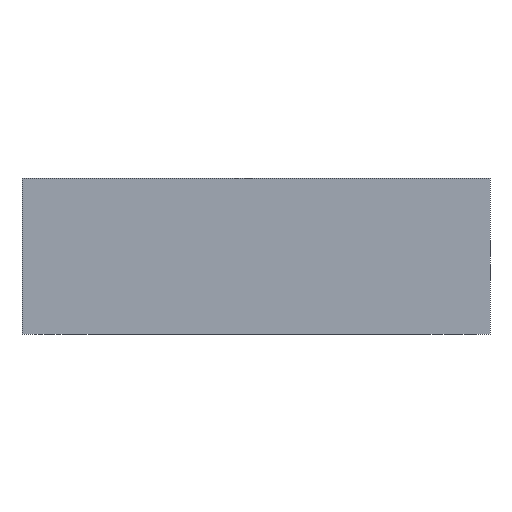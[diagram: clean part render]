
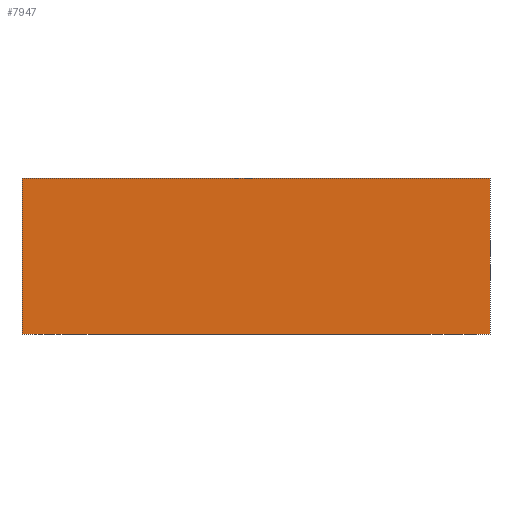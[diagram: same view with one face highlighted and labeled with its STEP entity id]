
A CAD part, left-side view. The second image highlights one B-rep face of the part: STEP entity #7947.
In plain terms, the highlighted planar face has unit normal (-1, 0, 0).
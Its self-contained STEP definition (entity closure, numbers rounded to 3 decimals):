
#1005=FACE_OUTER_BOUND('',#1453,.T.);
#1453=EDGE_LOOP('',(#6926,#6927,#6928,#6929));
#1771=LINE('',#12134,#2508);
#2217=LINE('',#13799,#2954);
#2218=LINE('',#13801,#2955);
#2219=LINE('',#13802,#2956);
#2508=VECTOR('',#8872,10.);
#2954=VECTOR('',#10092,10.);
#2955=VECTOR('',#10093,10.);
#2956=VECTOR('',#10094,10.);
#3262=VERTEX_POINT('',#12127);
#3265=VERTEX_POINT('',#12132);
#3715=VERTEX_POINT('',#13798);
#3716=VERTEX_POINT('',#13800);
#4172=EDGE_CURVE('',#3262,#3265,#1771,.T.);
#4807=EDGE_CURVE('',#3715,#3262,#2217,.T.);
#4808=EDGE_CURVE('',#3716,#3265,#2218,.T.);
#4809=EDGE_CURVE('',#3715,#3716,#2219,.T.);
#6926=ORIENTED_EDGE('',*,*,#4807,.T.);
#6927=ORIENTED_EDGE('',*,*,#4172,.T.);
#6928=ORIENTED_EDGE('',*,*,#4808,.F.);
#6929=ORIENTED_EDGE('',*,*,#4809,.F.);
#7243=PLANE('',#8429);
#7947=ADVANCED_FACE('',(#1005),#7243,.T.);
#8429=AXIS2_PLACEMENT_3D('',#13797,#10090,#10091);
#8872=DIRECTION('',(0.,0.,1.));
#10090=DIRECTION('center_axis',(-1.,0.,0.));
#10091=DIRECTION('ref_axis',(0.,-1.,0.));
#10092=DIRECTION('',(0.,-1.,0.));
#10093=DIRECTION('',(0.,-1.,0.));
#10094=DIRECTION('',(0.,0.,1.));
#12127=CARTESIAN_POINT('',(0.,0.,0.));
#12132=CARTESIAN_POINT('',(0.,0.,50.8));
#12134=CARTESIAN_POINT('',(0.,0.,0.));
#13797=CARTESIAN_POINT('Origin',(0.,152.4,0.));
#13798=CARTESIAN_POINT('',(0.,152.4,0.));
#13799=CARTESIAN_POINT('',(0.,152.4,0.));
#13800=CARTESIAN_POINT('',(0.,152.4,50.8));
#13801=CARTESIAN_POINT('',(0.,152.4,50.8));
#13802=CARTESIAN_POINT('',(0.,152.4,0.));
